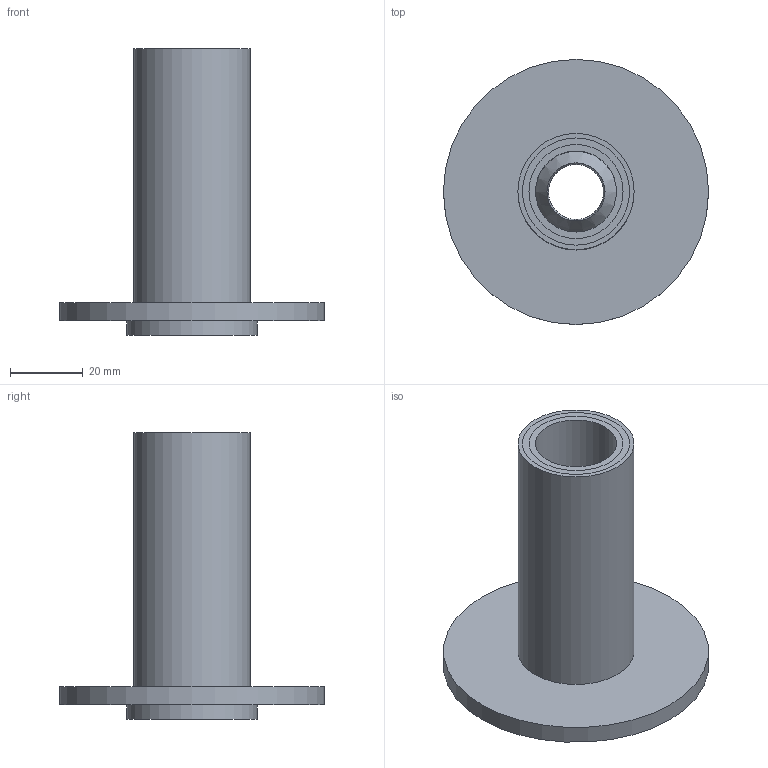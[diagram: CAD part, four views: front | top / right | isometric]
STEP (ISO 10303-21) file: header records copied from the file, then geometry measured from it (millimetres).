
FILE_DESCRIPTION((''),'2;1');
FILE_NAME('SLEEV-IT WT-MAR16M.stp','2014-11-17T13:45:20',('se-emikul'),(''),'Autodesk Inventor 2013','Autodesk Inventor 2013','');
FILE_SCHEMA(('AUTOMOTIVE_DESIGN { 1 0 10303 214 1 1 1 1 }'));
Length unit declared in the file: millimetre
Products named in the file (1): SLEEV-IT WT-MAR16M
Bounding box: 73 x 73 x 79 mm (x, y, z)
Volume: 51859.2 mm3; surface area: 37580.7 mm2
Topology: 4 solids, 4 shells, 25 faces, 39 edges, 25 vertices
Faces by surface type: cylinder 11, plane 11, revolution 2, cone 1
Full cylindrical faces by diameter (mm): 16 x3, 22 x1, 22.3 x1, 23 x1, 29.5 x2, 32 x1, 36 x1, 73 x1
Entity records: 621 total; most frequent: DIRECTION 108, CARTESIAN_POINT 80, ORIENTED_EDGE 54, AXIS2_PLACEMENT_3D 53, EDGE_LOOP 48, STYLED_ITEM 29, EDGE_CURVE 27, VERTEX_POINT 25
